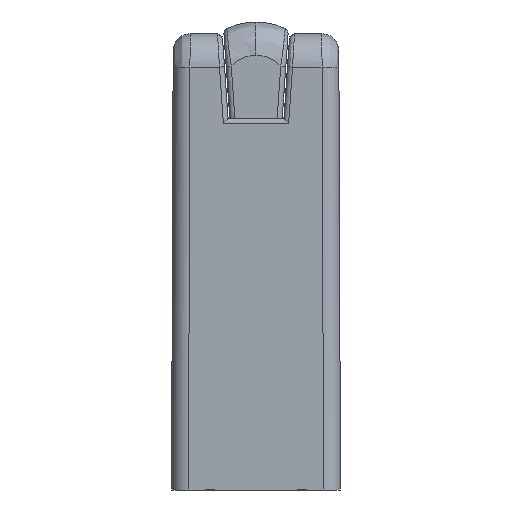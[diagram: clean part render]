
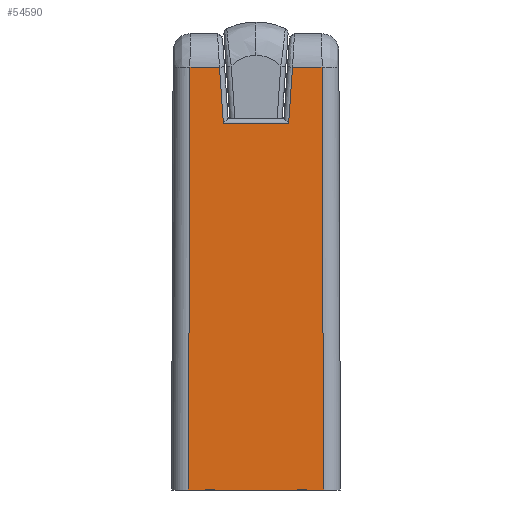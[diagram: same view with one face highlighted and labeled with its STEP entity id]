
A CAD part, left-side view. The second image highlights one B-rep face of the part: STEP entity #54590.
In plain terms, the highlighted planar face has unit normal (-1, 0, 0.015).
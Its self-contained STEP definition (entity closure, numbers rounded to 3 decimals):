
#22330=CARTESIAN_POINT('',(-142.829,7.162,
25.03));
#22340=VERTEX_POINT('',#22330);
#22370=CARTESIAN_POINT('',(-142.829,0.,25.03));
#22380=DIRECTION('',(0.,-1.,0.));
#22390=VECTOR('',#22380,1.);
#22400=LINE('',#22370,#22390);
#22410=CARTESIAN_POINT('',(-142.829,8.907,
25.03));
#22420=VERTEX_POINT('',#22410);
#22430=EDGE_CURVE('',#22420,#22340,#22400,.T.);
#25580=CARTESIAN_POINT('',(-142.829,1.093,
25.03));
#25590=VERTEX_POINT('',#25580);
#36280=CARTESIAN_POINT('',(-142.878,3.07,
21.704));
#36290=VERTEX_POINT('',#36280);
#36320=CARTESIAN_POINT('',(-142.878,0.,21.704));
#36330=DIRECTION('',(0.,1.,0.));
#36340=VECTOR('',#36330,1.);
#36350=LINE('',#36320,#36340);
#36360=CARTESIAN_POINT('',(-142.878,6.93,
21.704));
#36370=VERTEX_POINT('',#36360);
#36380=EDGE_CURVE('',#36290,#36370,#36350,.T.);
#36550=CARTESIAN_POINT('',(-143.2,9.,
0.015));
#36560=DIRECTION('',(0.015,-0.004,
1.));
#36570=VECTOR('',#36560,1.);
#36580=LINE('',#36550,#36570);
#36590=CARTESIAN_POINT('',(-143.2,9.,0.));
#36600=VERTEX_POINT('',#36590);
#36610=EDGE_CURVE('',#36600,#22420,#36580,.T.);
#41210=CARTESIAN_POINT('',(-143.2,5.411,
0.004));
#41220=DIRECTION('',(-0.015,-0.07,
-0.997));
#41230=VECTOR('',#41220,1.);
#41240=LINE('',#41210,#41230);
#41250=EDGE_CURVE('',#22340,#36370,#41240,.T.);
#44190=CARTESIAN_POINT('',(-142.829,2.838,
25.03));
#44200=VERTEX_POINT('',#44190);
#44230=CARTESIAN_POINT('',(-143.2,4.589,
0.004));
#44240=DIRECTION('',(-0.015,0.07,
-0.997));
#44250=VECTOR('',#44240,1.);
#44260=LINE('',#44230,#44250);
#44270=EDGE_CURVE('',#44200,#36290,#44260,.T.);
#44470=CARTESIAN_POINT('',(-143.2,1.,0.));
#44480=VERTEX_POINT('',#44470);
#44510=CARTESIAN_POINT('',(-143.2,1.,
0.015));
#44520=DIRECTION('',(0.015,0.004,
1.));
#44530=VECTOR('',#44520,1.);
#44540=LINE('',#44510,#44530);
#44550=EDGE_CURVE('',#44480,#25590,#44540,.T.);
#48130=CARTESIAN_POINT('',(-143.2,0.,0.));
#48140=DIRECTION('',(0.,-1.,0.));
#48150=VECTOR('',#48140,1.);
#48160=LINE('',#48130,#48150);
#48170=EDGE_CURVE('',#36600,#44480,#48160,.T.);
#53420=CARTESIAN_POINT('',(-142.829,10.,25.03));
#53430=DIRECTION('',(0.,1.,0.));
#53440=VECTOR('',#53430,1.);
#53450=LINE('',#53420,#53440);
#53460=EDGE_CURVE('',#25590,#44200,#53450,.T.);
#54440=CARTESIAN_POINT('',(-142.8,0.,27.));
#54450=DIRECTION('',(-1.,0.,0.015));
#54460=DIRECTION('',(0.015,0.,1.));
#54470=AXIS2_PLACEMENT_3D('',#54440,#54450,#54460);
#54480=PLANE('',#54470);
#54490=ORIENTED_EDGE('',*,*,#36610,.F.);
#54500=ORIENTED_EDGE('',*,*,#22430,.F.);
#54510=ORIENTED_EDGE('',*,*,#41250,.F.);
#54520=ORIENTED_EDGE('',*,*,#36380,.T.);
#54530=ORIENTED_EDGE('',*,*,#44270,.T.);
#54540=ORIENTED_EDGE('',*,*,#53460,.T.);
#54550=ORIENTED_EDGE('',*,*,#44550,.T.);
#54560=ORIENTED_EDGE('',*,*,#48170,.T.);
#54570=EDGE_LOOP('',(#54560,#54550,#54540,#54530,#54520,#54510,#54500,
#54490));
#54580=FACE_OUTER_BOUND('',#54570,.T.);
#54590=ADVANCED_FACE('',(#54580),#54480,.T.);
